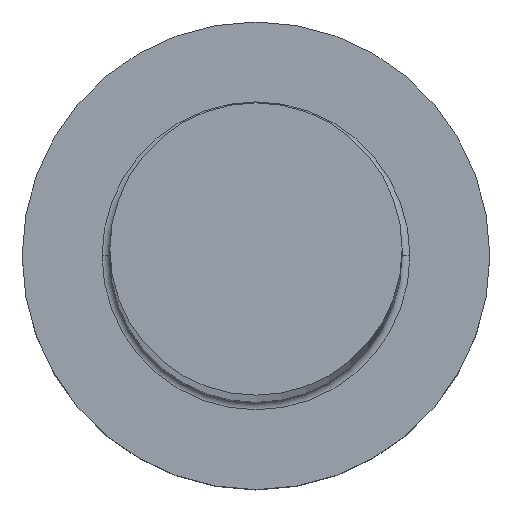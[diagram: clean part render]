
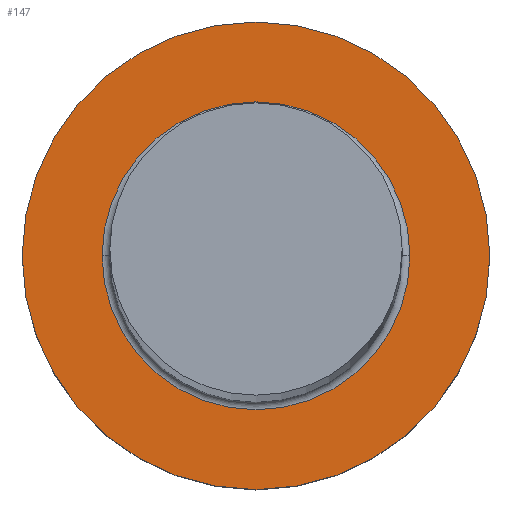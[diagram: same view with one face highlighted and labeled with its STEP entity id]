
A CAD part, top view. The second image highlights one B-rep face of the part: STEP entity #147.
In plain terms, the highlighted planar face has unit normal (0, 0, 1).
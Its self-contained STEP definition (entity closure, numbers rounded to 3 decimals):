
#3 = CARTESIAN_POINT ( 'NONE',  ( -6., 0., 5. ) ) ;
#14 = DIRECTION ( 'NONE',  ( 0., 0., -1. ) ) ;
#17 = DIRECTION ( 'NONE',  ( 1., 0., 0. ) ) ;
#25 = EDGE_CURVE ( 'NONE', #128, #122, #262, .T. ) ;
#29 = AXIS2_PLACEMENT_3D ( 'NONE', #46, #207, #236 ) ;
#34 = CARTESIAN_POINT ( 'NONE',  ( 6., 0., 5. ) ) ;
#41 = DIRECTION ( 'NONE',  ( 0., 0., 1. ) ) ;
#43 = DIRECTION ( 'NONE',  ( 0., 0., -1. ) ) ;
#46 = CARTESIAN_POINT ( 'NONE',  ( 0., 0., 5. ) ) ;
#53 = AXIS2_PLACEMENT_3D ( 'NONE', #229, #14, #203 ) ;
#54 = DIRECTION ( 'NONE',  ( 0., 0., 1. ) ) ;
#72 = EDGE_LOOP ( 'NONE', ( #293, #247 ) ) ;
#75 = EDGE_LOOP ( 'NONE', ( #170, #296 ) ) ;
#85 = CARTESIAN_POINT ( 'NONE',  ( 0., 0., 5. ) ) ;
#108 = EDGE_CURVE ( 'NONE', #151, #171, #143, .T. ) ;
#122 = VERTEX_POINT ( 'NONE', #182 ) ;
#128 = VERTEX_POINT ( 'NONE', #279 ) ;
#138 = CIRCLE ( 'NONE', #223, 3.95 ) ;
#143 = CIRCLE ( 'NONE', #221, 6. ) ;
#144 = EDGE_CURVE ( 'NONE', #122, #128, #138, .T. ) ;
#147 = ADVANCED_FACE ( 'NONE', ( #235, #156 ), #173, .T. ) ;
#151 = VERTEX_POINT ( 'NONE', #34 ) ;
#152 = DIRECTION ( 'NONE',  ( 1., 0., 0. ) ) ;
#156 = FACE_OUTER_BOUND ( 'NONE', #75, .T. ) ;
#169 = CIRCLE ( 'NONE', #29, 6. ) ;
#170 = ORIENTED_EDGE ( 'NONE', *, *, #267, .T. ) ;
#171 = VERTEX_POINT ( 'NONE', #3 ) ;
#173 = PLANE ( 'NONE',  #288 ) ;
#179 = DIRECTION ( 'NONE',  ( 1., 0., 0. ) ) ;
#182 = CARTESIAN_POINT ( 'NONE',  ( 3.95, 0., 5. ) ) ;
#203 = DIRECTION ( 'NONE',  ( 1., 0., 0. ) ) ;
#207 = DIRECTION ( 'NONE',  ( 0., 0., 1. ) ) ;
#221 = AXIS2_PLACEMENT_3D ( 'NONE', #256, #41, #17 ) ;
#223 = AXIS2_PLACEMENT_3D ( 'NONE', #85, #43, #179 ) ;
#229 = CARTESIAN_POINT ( 'NONE',  ( 0., 0., 5. ) ) ;
#235 = FACE_BOUND ( 'NONE', #72, .T. ) ;
#236 = DIRECTION ( 'NONE',  ( 1., 0., 0. ) ) ;
#247 = ORIENTED_EDGE ( 'NONE', *, *, #25, .T. ) ;
#256 = CARTESIAN_POINT ( 'NONE',  ( 0., 0., 5. ) ) ;
#262 = CIRCLE ( 'NONE', #53, 3.95 ) ;
#267 = EDGE_CURVE ( 'NONE', #171, #151, #169, .T. ) ;
#274 = CARTESIAN_POINT ( 'NONE',  ( 0., 0., 5. ) ) ;
#279 = CARTESIAN_POINT ( 'NONE',  ( -3.95, 0., 5. ) ) ;
#288 = AXIS2_PLACEMENT_3D ( 'NONE', #274, #54, #152 ) ;
#293 = ORIENTED_EDGE ( 'NONE', *, *, #144, .T. ) ;
#296 = ORIENTED_EDGE ( 'NONE', *, *, #108, .T. ) ;
